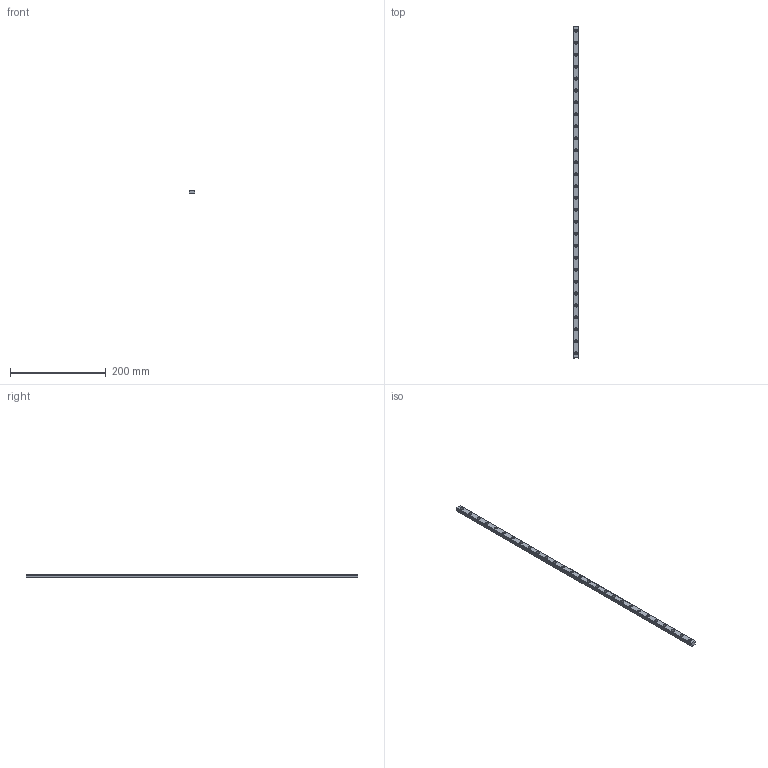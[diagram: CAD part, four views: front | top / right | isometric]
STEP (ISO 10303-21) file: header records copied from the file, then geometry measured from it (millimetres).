
FILE_DESCRIPTION (( 'STEP AP203' ), '1' );
FILE_NAME ('M12-695L.step', '2021-02-18T17:51:06', ( '' ), ( '' ), 'SwSTEP 2.0', 'SolidWorks 2019', '' );
FILE_SCHEMA (( 'CONFIG_CONTROL_DESIGN' ));
Length unit declared in the file: millimetre
Products named in the file (1): M12-695L
Bounding box: 12 x 695 x 8 mm (x, y, z)
Volume: 58252.6 mm3; surface area: 33279.6 mm2
Topology: 1 solids, 1 shells, 165 faces, 405 edges, 270 vertices
Faces by surface type: cylinder 124, plane 41
Entity records: 5196 total; most frequent: DIRECTION 985, CARTESIAN_POINT 841, ORIENTED_EDGE 810, AXIS2_PLACEMENT_3D 414, EDGE_CURVE 405, VERTEX_POINT 270, EDGE_LOOP 249, CIRCLE 248
